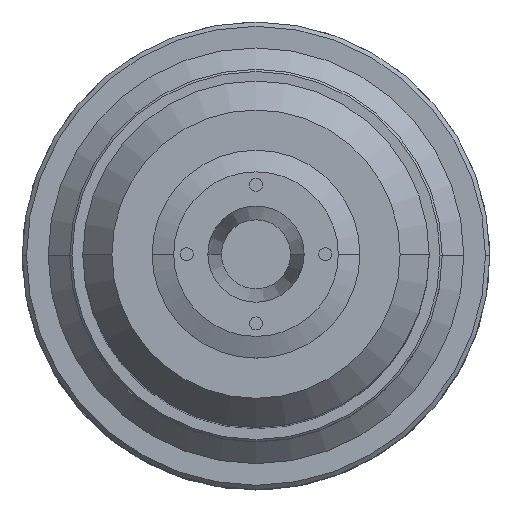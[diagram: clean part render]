
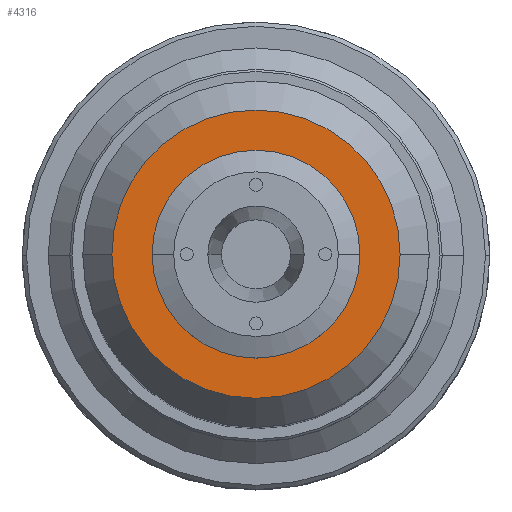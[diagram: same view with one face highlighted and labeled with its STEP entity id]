
A CAD part, top view. The second image highlights one B-rep face of the part: STEP entity #4316.
In plain terms, the highlighted face is planar.
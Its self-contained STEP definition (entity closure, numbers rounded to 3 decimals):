
#110 = ORIENTED_EDGE ( 'NONE', *, *, #2486, .T. ) ;
#393 = FACE_BOUND ( 'NONE', #2936, .T. ) ;
#465 = VERTEX_POINT ( 'NONE', #1596 ) ;
#557 = DIRECTION ( 'NONE',  ( 0., 0., -1. ) ) ;
#560 = CARTESIAN_POINT ( 'NONE',  ( 5., 0., 0. ) ) ;
#665 = ORIENTED_EDGE ( 'NONE', *, *, #3678, .F. ) ;
#667 = EDGE_CURVE ( 'NONE', #2570, #1248, #1887, .T. ) ;
#711 = CARTESIAN_POINT ( 'NONE',  ( 5., 0., 0. ) ) ;
#965 = CIRCLE ( 'NONE', #1385, 33.287 ) ;
#988 = CARTESIAN_POINT ( 'NONE',  ( 5., 0., 0. ) ) ;
#1058 = DIRECTION ( 'NONE',  ( 1., 0., 0. ) ) ;
#1127 = DIRECTION ( 'NONE',  ( 0., 0., -1. ) ) ;
#1158 = EDGE_CURVE ( 'NONE', #465, #4498, #4383, .T. ) ;
#1204 = PLANE ( 'NONE',  #2807 ) ;
#1248 = VERTEX_POINT ( 'NONE', #4173 ) ;
#1375 = CARTESIAN_POINT ( 'NONE',  ( 5., 0., -19.85 ) ) ;
#1385 = AXIS2_PLACEMENT_3D ( 'NONE', #988, #4647, #1389 ) ;
#1389 = DIRECTION ( 'NONE',  ( 0., 0., -1. ) ) ;
#1465 = FACE_OUTER_BOUND ( 'NONE', #1557, .T. ) ;
#1557 = EDGE_LOOP ( 'NONE', ( #4349, #665 ) ) ;
#1596 = CARTESIAN_POINT ( 'NONE',  ( 5., 0., 19.85 ) ) ;
#1887 = CIRCLE ( 'NONE', #1989, 33.287 ) ;
#1989 = AXIS2_PLACEMENT_3D ( 'NONE', #560, #3122, #2039 ) ;
#2039 = DIRECTION ( 'NONE',  ( 0., 0., -1. ) ) ;
#2309 = DIRECTION ( 'NONE',  ( 0., 0., 1. ) ) ;
#2413 = CIRCLE ( 'NONE', #4439, 19.85 ) ;
#2486 = EDGE_CURVE ( 'NONE', #4498, #465, #2413, .T. ) ;
#2570 = VERTEX_POINT ( 'NONE', #4022 ) ;
#2807 = AXIS2_PLACEMENT_3D ( 'NONE', #3775, #4104, #2309 ) ;
#2832 = ORIENTED_EDGE ( 'NONE', *, *, #1158, .T. ) ;
#2936 = EDGE_LOOP ( 'NONE', ( #110, #2832 ) ) ;
#3122 = DIRECTION ( 'NONE',  ( 1., 0., 0. ) ) ;
#3275 = AXIS2_PLACEMENT_3D ( 'NONE', #3873, #4531, #557 ) ;
#3678 = EDGE_CURVE ( 'NONE', #1248, #2570, #965, .T. ) ;
#3775 = CARTESIAN_POINT ( 'NONE',  ( 5., 19.85, 0. ) ) ;
#3873 = CARTESIAN_POINT ( 'NONE',  ( 5., 0., 0. ) ) ;
#4022 = CARTESIAN_POINT ( 'NONE',  ( 5., 0., -33.287 ) ) ;
#4104 = DIRECTION ( 'NONE',  ( -1., 0., 0. ) ) ;
#4173 = CARTESIAN_POINT ( 'NONE',  ( 5., 0., 33.287 ) ) ;
#4316 = ADVANCED_FACE ( 'NONE', ( #393, #1465 ), #1204, .T. ) ;
#4349 = ORIENTED_EDGE ( 'NONE', *, *, #667, .F. ) ;
#4383 = CIRCLE ( 'NONE', #3275, 19.85 ) ;
#4439 = AXIS2_PLACEMENT_3D ( 'NONE', #711, #1058, #1127 ) ;
#4498 = VERTEX_POINT ( 'NONE', #1375 ) ;
#4531 = DIRECTION ( 'NONE',  ( 1., 0., 0. ) ) ;
#4647 = DIRECTION ( 'NONE',  ( 1., 0., 0. ) ) ;
